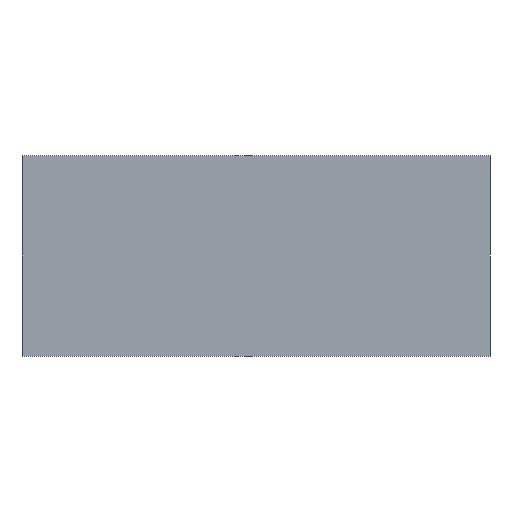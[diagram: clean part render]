
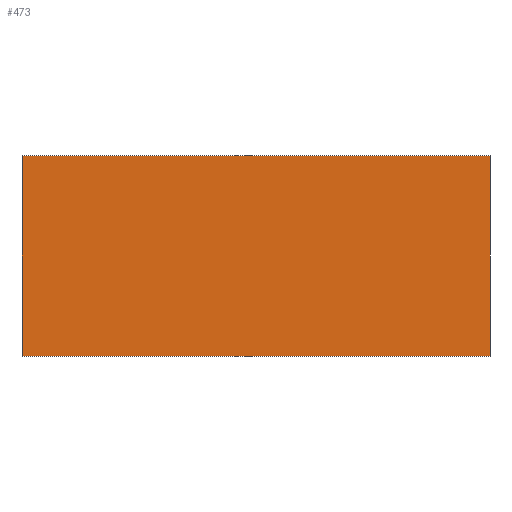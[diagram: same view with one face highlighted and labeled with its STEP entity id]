
A CAD part, front view. The second image highlights one B-rep face of the part: STEP entity #473.
In plain terms, the highlighted planar face has unit normal (0, -1, 0).
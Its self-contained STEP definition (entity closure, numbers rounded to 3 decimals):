
#98=ORIENTED_EDGE('',*,*,#179,.F.);
#99=ORIENTED_EDGE('',*,*,#185,.F.);
#100=ORIENTED_EDGE('',*,*,#183,.F.);
#101=ORIENTED_EDGE('',*,*,#181,.F.);
#179=EDGE_CURVE('',#230,#231,#279,.T.);
#181=EDGE_CURVE('',#231,#232,#281,.T.);
#183=EDGE_CURVE('',#232,#233,#283,.T.);
#185=EDGE_CURVE('',#233,#230,#285,.T.);
#230=VERTEX_POINT('',#736);
#231=VERTEX_POINT('',#738);
#232=VERTEX_POINT('',#742);
#233=VERTEX_POINT('',#746);
#279=LINE('',#737,#339);
#281=LINE('',#741,#341);
#283=LINE('',#745,#343);
#285=LINE('',#749,#345);
#339=VECTOR('',#607,1000.);
#341=VECTOR('',#611,1000.);
#343=VECTOR('',#615,1000.);
#345=VECTOR('',#619,1000.);
#387=EDGE_LOOP('',(#98,#99,#100,#101));
#417=FACE_BOUND('',#387,.T.);
#445=PLANE('',#537);
#473=ADVANCED_FACE('',(#417),#445,.F.);
#537=AXIS2_PLACEMENT_3D('',#750,#620,#621);
#607=DIRECTION('',(0.,0.,-1.));
#611=DIRECTION('',(-1.,0.,0.));
#615=DIRECTION('',(0.,0.,1.));
#619=DIRECTION('',(1.,0.,0.));
#620=DIRECTION('',(0.,1.,0.));
#621=DIRECTION('',(0.,0.,1.));
#736=CARTESIAN_POINT('',(0.7,-0.25,0.3));
#737=CARTESIAN_POINT('',(0.7,-0.25,0.3));
#738=CARTESIAN_POINT('',(0.7,-0.25,-0.3));
#741=CARTESIAN_POINT('',(0.7,-0.25,-0.3));
#742=CARTESIAN_POINT('',(-0.7,-0.25,-0.3));
#745=CARTESIAN_POINT('',(-0.7,-0.25,-0.3));
#746=CARTESIAN_POINT('',(-0.7,-0.25,0.3));
#749=CARTESIAN_POINT('',(-0.7,-0.25,0.3));
#750=CARTESIAN_POINT('',(0.,-0.25,0.));
